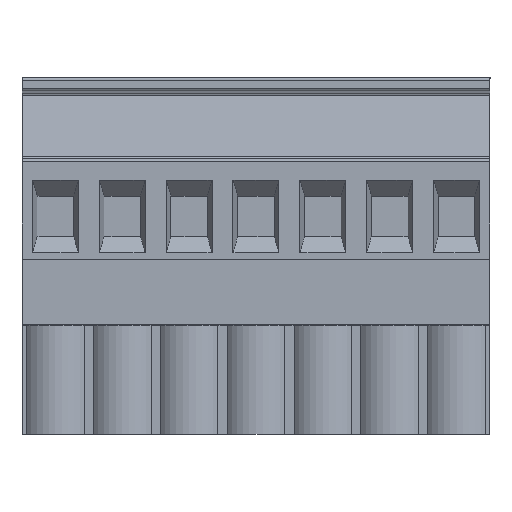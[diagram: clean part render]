
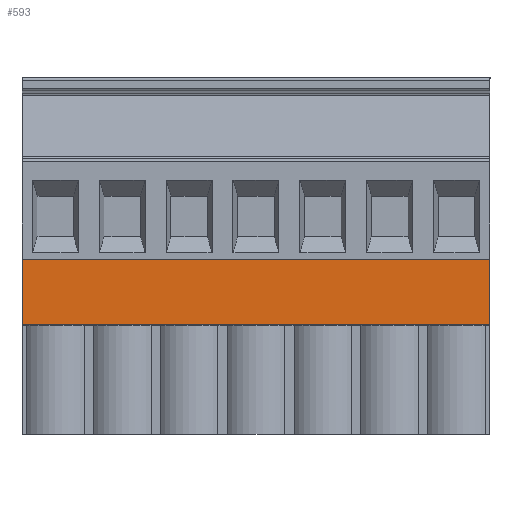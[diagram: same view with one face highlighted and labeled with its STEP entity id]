
A CAD part, top view. The second image highlights one B-rep face of the part: STEP entity #593.
In plain terms, the highlighted planar face has unit normal (0, 0, 1).
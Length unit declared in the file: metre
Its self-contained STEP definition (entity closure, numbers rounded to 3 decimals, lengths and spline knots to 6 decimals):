
#593=ADVANCED_FACE('',(#1310),#1311,.F.);
#1310=FACE_OUTER_BOUND('',#2134,.T.);
#1311=PLANE('',#2135);
#2134=EDGE_LOOP('',(#3882,#3883,#3884,#3885));
#2135=AXIS2_PLACEMENT_3D('',#3886,#3887,#3888);
#3882=ORIENTED_EDGE('',*,*,#5100,.T.);
#3883=ORIENTED_EDGE('',*,*,#4779,.T.);
#3884=ORIENTED_EDGE('',*,*,#5442,.F.);
#3885=ORIENTED_EDGE('',*,*,#5395,.F.);
#3886=CARTESIAN_POINT('',(-0.00508,0.004997,0.));
#3887=DIRECTION('',(0.,0.,-1.0));
#3888=DIRECTION('',(0.0,-1.0,0.));
#4779=EDGE_CURVE('',#5690,#5691,#5692,.T.);
#5100=EDGE_CURVE('',#6231,#5690,#6232,.T.);
#5395=EDGE_CURVE('',#6231,#6652,#6653,.T.);
#5442=EDGE_CURVE('',#6652,#5691,#6713,.T.);
#5690=VERTEX_POINT('',#7001);
#5691=VERTEX_POINT('',#7002);
#5692=LINE('',#7003,#7004);
#6231=VERTEX_POINT('',#7751);
#6232=LINE('',#7752,#7753);
#6652=VERTEX_POINT('',#8360);
#6653=LINE('',#8361,#8362);
#6713=LINE('',#8459,#8460);
#7001=CARTESIAN_POINT('',(0.03556,0.0,0.));
#7002=CARTESIAN_POINT('',(0.03556,0.005,0.));
#7003=CARTESIAN_POINT('',(0.03556,0.004997,0.));
#7004=VECTOR('',#8760,1.0);
#7751=CARTESIAN_POINT('',(0.0,0.,0.));
#7752=CARTESIAN_POINT('',(-0.00508,0.,0.));
#7753=VECTOR('',#9122,1.0);
#8360=CARTESIAN_POINT('',(0.0,0.005,0.));
#8361=CARTESIAN_POINT('',(0.0,0.004997,0.));
#8362=VECTOR('',#9417,1.0);
#8459=CARTESIAN_POINT('',(-0.00508,0.005,0.));
#8460=VECTOR('',#9472,1.0);
#8760=DIRECTION('',(0.,1.0,0.));
#9122=DIRECTION('',(1.0,0.,0.));
#9417=DIRECTION('',(0.,1.0,0.));
#9472=DIRECTION('',(1.0,0.,0.));
